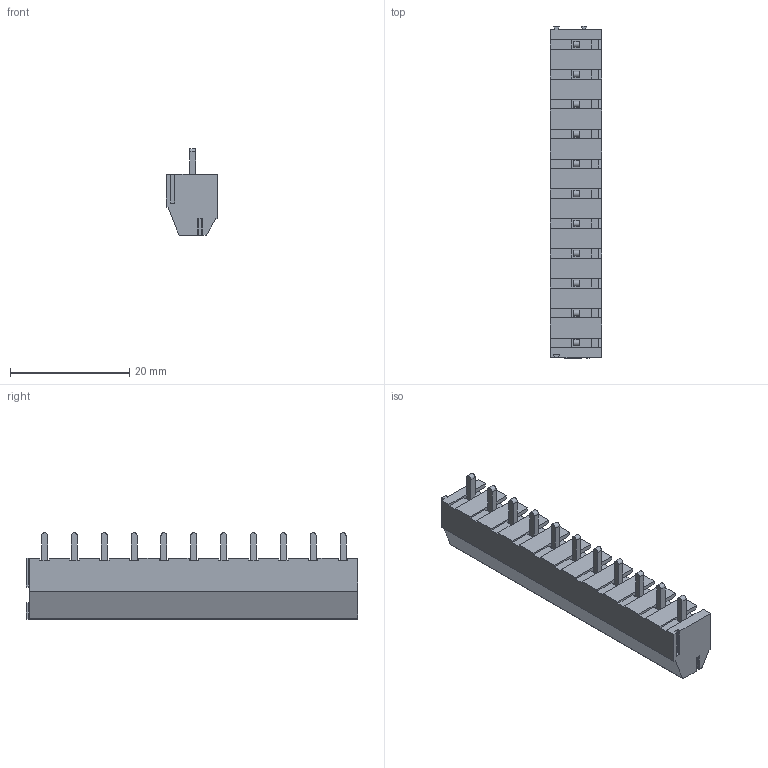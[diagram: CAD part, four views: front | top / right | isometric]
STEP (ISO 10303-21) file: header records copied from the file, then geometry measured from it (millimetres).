
FILE_DESCRIPTION( ( 'STEP AP214' ), '1' );
FILE_NAME( 'MBE1511-5-V.stp', ' ', ( ' ' ), ( ' ' ), 'PSStep 14.0', 'VISI 19.0', ' ' );
FILE_SCHEMA( ( 'AUTOMOTIVE_DESIGN { 1 0 10303 214 1 1 1 1 }' ) );
Length unit declared in the file: millimetre
Products named in the file (1): 1
Bounding box: 8.6 x 55.6 x 14.5 mm (x, y, z)
Volume: 3051.3 mm3; surface area: 4679 mm2
Topology: 1 solids, 12 shells, 704 faces, 1886 edges, 1261 vertices
Faces by surface type: plane 587, cylinder 106, torus 11
Full cylindrical faces by diameter (mm): 2.5 x11, 3.3 x11, 3.4 x11
Entity records: 26928 total; most frequent: CARTESIAN_POINT 3742, ORIENTED_EDGE 3618, DIRECTION 3519, EDGE_CURVE 1809, LINE 1509, VECTOR 1509, VERTEX_POINT 1228, AXIS2_PLACEMENT_3D 1005
